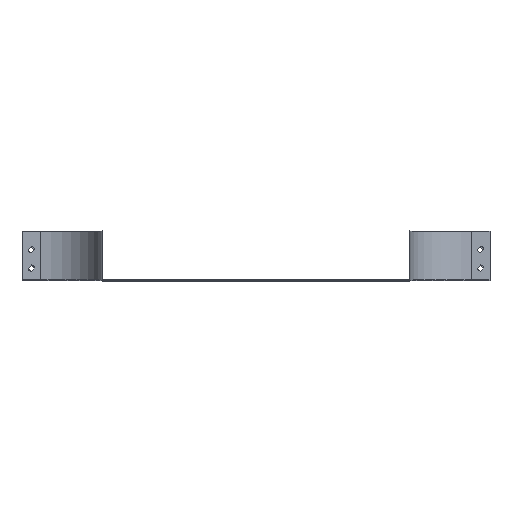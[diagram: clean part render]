
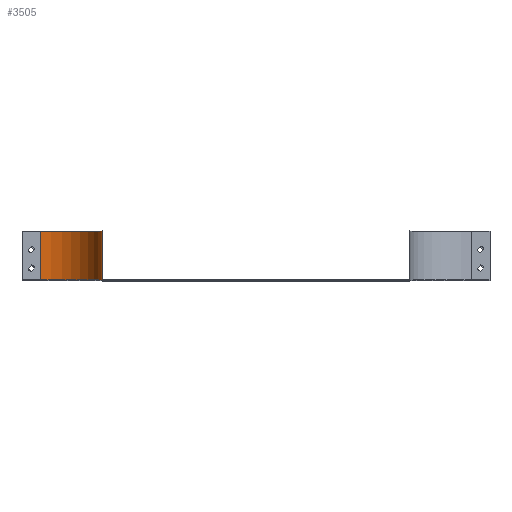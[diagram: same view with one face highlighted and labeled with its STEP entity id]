
A CAD part, top view. The second image highlights one B-rep face of the part: STEP entity #3505.
In plain terms, the highlighted cylindrical face has radius 100 mm (diameter 200 mm), a partial arc.
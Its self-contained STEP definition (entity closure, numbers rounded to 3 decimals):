
#263 = CARTESIAN_POINT ( 'NONE',  ( -350., 0., -30. ) ) ;
#264 = DIRECTION ( 'NONE',  ( 0., 1., 0. ) ) ;
#265 = DIRECTION ( 'NONE',  ( 0., 0., 1. ) ) ;
#371 = EDGE_CURVE ( 'NONE', #3097, #3208, #1740, .T. ) ;
#433 = AXIS2_PLACEMENT_3D ( 'NONE', #263, #264, #265 ) ;
#601 = LINE ( 'NONE', #2162, #605 ) ;
#602 = CIRCLE ( 'NONE', #904, 100. ) ;
#605 = VECTOR ( 'NONE', #2168, 1000. ) ;
#606 = LINE ( 'NONE', #1245, #608 ) ;
#608 = VECTOR ( 'NONE', #1249, 1000. ) ;
#685 = EDGE_CURVE ( 'NONE', #3095, #3208, #601, .T. ) ;
#686 = EDGE_CURVE ( 'NONE', #3095, #3175, #602, .T. ) ;
#687 = EDGE_CURVE ( 'NONE', #3175, #3097, #606, .T. ) ;
#904 = AXIS2_PLACEMENT_3D ( 'NONE', #1246, #1247, #1248 ) ;
#989 = AXIS2_PLACEMENT_3D ( 'NONE', #1832, #1831, #1824 ) ;
#1245 = CARTESIAN_POINT ( 'NONE',  ( -250., 0.8, -30. ) ) ;
#1246 = CARTESIAN_POINT ( 'NONE',  ( -350., 80., -30. ) ) ;
#1247 = DIRECTION ( 'NONE',  ( 0., -1., 0. ) ) ;
#1248 = DIRECTION ( 'NONE',  ( -1., 0., 0. ) ) ;
#1249 = DIRECTION ( 'NONE',  ( 0., -1., 0. ) ) ;
#1740 = CIRCLE ( 'NONE', #433, 100. ) ;
#1824 = DIRECTION ( 'NONE',  ( 0., 0., -1. ) ) ;
#1831 = DIRECTION ( 'NONE',  ( 0., -1., 0. ) ) ;
#1832 = CARTESIAN_POINT ( 'NONE',  ( -350., 0.8, -30. ) ) ;
#2162 = CARTESIAN_POINT ( 'NONE',  ( -350., 0.8, -130. ) ) ;
#2168 = DIRECTION ( 'NONE',  ( 0., -1., 0. ) ) ;
#2350 = CARTESIAN_POINT ( 'NONE',  ( -350., 80., -130. ) ) ;
#2351 = CARTESIAN_POINT ( 'NONE',  ( -250., 0., -30. ) ) ;
#2429 = CARTESIAN_POINT ( 'NONE',  ( -250., 80., -30. ) ) ;
#2462 = CARTESIAN_POINT ( 'NONE',  ( -350., 0., -130. ) ) ;
#2732 = FACE_OUTER_BOUND ( 'NONE', #3020, .T. ) ;
#2743 = CYLINDRICAL_SURFACE ( 'NONE', #989, 100. ) ;
#2861 = ORIENTED_EDGE ( 'NONE', *, *, #685, .T. ) ;
#2862 = ORIENTED_EDGE ( 'NONE', *, *, #686, .F. ) ;
#2863 = ORIENTED_EDGE ( 'NONE', *, *, #687, .F. ) ;
#2864 = ORIENTED_EDGE ( 'NONE', *, *, #371, .F. ) ;
#3020 = EDGE_LOOP ( 'NONE', ( #2864, #2863, #2862, #2861 ) ) ;
#3095 = VERTEX_POINT ( 'NONE', #2350 ) ;
#3097 = VERTEX_POINT ( 'NONE', #2351 ) ;
#3175 = VERTEX_POINT ( 'NONE', #2429 ) ;
#3208 = VERTEX_POINT ( 'NONE', #2462 ) ;
#3505 = ADVANCED_FACE ( 'NONE', ( #2732 ), #2743, .F. ) ;
